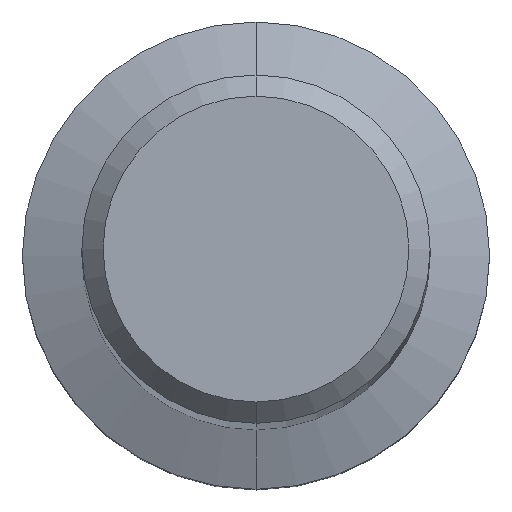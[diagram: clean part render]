
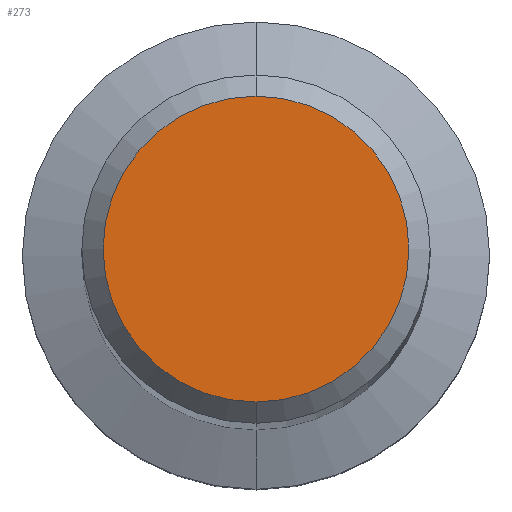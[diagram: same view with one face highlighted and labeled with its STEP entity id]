
A CAD part, top view. The second image highlights one B-rep face of the part: STEP entity #273.
In plain terms, the highlighted planar face has unit normal (0, 0, 1).
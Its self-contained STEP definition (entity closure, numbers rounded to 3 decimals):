
#273=ADVANCED_FACE('',(#635),#636,.T.);
#293=EDGE_CURVE('',#405,#363,#659,.T.);
#363=VERTEX_POINT('',#734);
#405=VERTEX_POINT('',#780);
#465=EDGE_CURVE('',#363,#405,#844,.T.);
#635=FACE_OUTER_BOUND('',#1164,.T.);
#636=PLANE('',#1165);
#659=CIRCLE('',#1191,3.6);
#734=CARTESIAN_POINT('',(0.,-3.6,0.0));
#780=CARTESIAN_POINT('',(0.0,3.6,0.0));
#844=CIRCLE('',#1531,3.6);
#1164=EDGE_LOOP('',(#1734,#1735));
#1165=AXIS2_PLACEMENT_3D('',#1736,#1737,#1738);
#1191=AXIS2_PLACEMENT_3D('',#1777,#1778,#1779);
#1531=AXIS2_PLACEMENT_3D('',#1966,#1967,#1968);
#1734=ORIENTED_EDGE('',*,*,#293,.F.);
#1735=ORIENTED_EDGE('',*,*,#465,.F.);
#1736=CARTESIAN_POINT('',(0.0,1.8,0.0));
#1737=DIRECTION('',(-0.0,0.0,1.0));
#1738=DIRECTION('',(0.0,-1.0,0.0));
#1777=CARTESIAN_POINT('',(0.0,0.0,0.0));
#1778=DIRECTION('',(0.0,0.0,-1.0));
#1779=DIRECTION('',(0.0,1.0,0.0));
#1966=CARTESIAN_POINT('',(0.0,0.0,0.0));
#1967=DIRECTION('',(0.0,0.0,-1.0));
#1968=DIRECTION('',(0.0,1.0,0.0));
